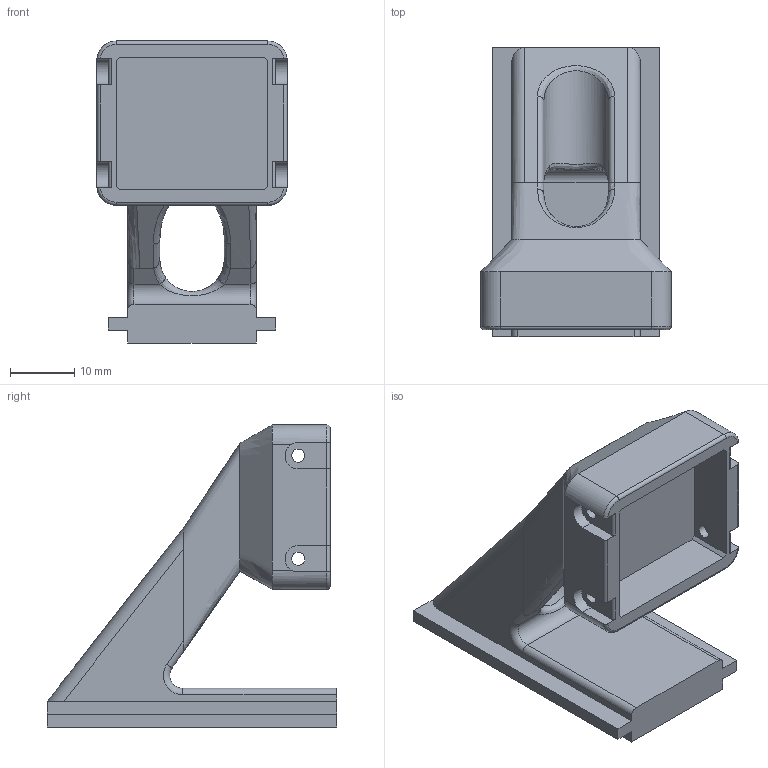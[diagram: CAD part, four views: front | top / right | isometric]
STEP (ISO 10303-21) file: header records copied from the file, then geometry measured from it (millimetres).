
FILE_DESCRIPTION(/* description */ ('','CAx-IF Rec.Pracs.---Representation and Presentation of Product Manufacturing Information (PMI)---4.0---2014-10-13'),/* implementation_level */ '2;1');
FILE_NAME(/* name */ 'WRIST_LINK_RIGHT.step',/* time_stamp */ '2025-02-11T17:49:31+08:00',/* author */ (''),/* organization */ (''),/* preprocessor_version */ 'ST-DEVELOPER v20',/* originating_system */ 'Autodesk Translation Framework v13.20.0.188',/* authorisation */ '');
FILE_SCHEMA (('AP242_MANAGED_MODEL_BASED_3D_ENGINEERING_MIM_LF { 1 0 10303 442 1 1 4 }'));
Length unit declared in the file: millimetre
Products named in the file (4): 外骨骼_15Dof_15DoF手部连接12-31 v1 v1(镜像)
 v1(镜像); 手部连接2 (2)(镜像)(镜像); 手部连接1(镜像)(镜像); 外骨骼_基础2 v1 (1)(镜像)
Assembly tree (3 placements, depth 2):
  外骨骼_15Dof_15DoF手部连接12-31 v1 v1(镜像)
 v1(镜像)
    手部连接2 (2)(镜像)(镜像)
    手部连接1(镜像)(镜像)
    外骨骼_基础2 v1 (1)(镜像)
Bounding box: 29.5 x 44.86 x 46.85 mm (x, y, z)
Volume: 16771.3 mm3; surface area: 9189.5 mm2
Topology: 3 solids, 3 shells, 104 faces, 277 edges, 180 vertices
Faces by surface type: plane 53, cylinder 31, bspline 14, torus 6
Full cylindrical faces by diameter (mm): 2.05 x4
Entity records: 4918 total; most frequent: CARTESIAN_POINT 2237, ORIENTED_EDGE 554, DIRECTION 511, EDGE_CURVE 277, VERTEX_POINT 180, AXIS2_PLACEMENT_3D 175, LINE 161, VECTOR 161
